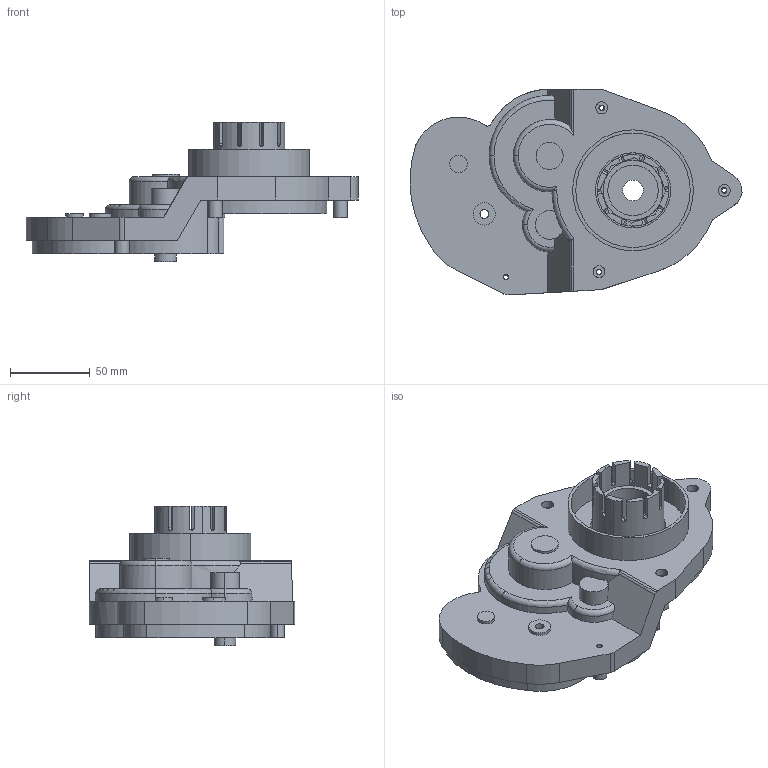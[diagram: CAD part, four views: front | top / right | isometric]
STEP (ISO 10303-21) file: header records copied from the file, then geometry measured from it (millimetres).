
FILE_DESCRIPTION((''),'2;1');
FILE_NAME('fptransmission.stp','2001-12-08T22:40:18',('Administrator'),(''),'Autodesk Inventor (tm) 3.0','Autodesk Inventor (tm) 3.0','');
FILE_SCHEMA(('CONFIG_CONTROL_DESIGN'));
Length unit declared in the file: millimetre
Products named in the file (4): fptransmission; fpcover1; fpgear5; fpcover2
Assembly tree (3 placements, depth 2):
  fptransmission
    fpcover1
    fpgear5
    fpcover2
Bounding box: 208.76 x 129.46 x 87.5 mm (x, y, z)
Volume: 206732.9 mm3; surface area: 178547.9 mm2
Topology: 3 solids, 3 shells, 337 faces, 905 edges, 601 vertices
Faces by surface type: cylinder 157, plane 136, bspline 36, torus 8
Entity records: 12035 total; most frequent: CARTESIAN_POINT 2775, DIRECTION 1934, ORIENTED_EDGE 1812, EDGE_CURVE 905, AXIS2_PLACEMENT_3D 752, VERTEX_POINT 601, VECTOR 430, LINE 430
